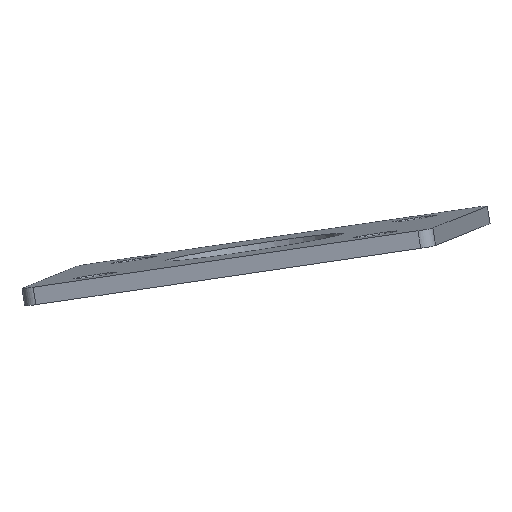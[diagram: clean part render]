
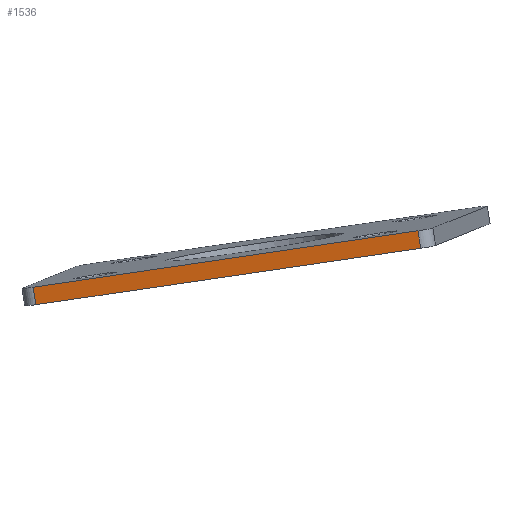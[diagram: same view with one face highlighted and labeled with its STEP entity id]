
A CAD part, front view. The second image highlights one B-rep face of the part: STEP entity #1536.
In plain terms, the highlighted planar face has unit normal (-0.146, -0.988, -0.059).
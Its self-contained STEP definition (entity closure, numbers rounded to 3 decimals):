
#67 = PLANE('',#68);
#68 = AXIS2_PLACEMENT_3D('',#69,#70,#71);
#69 = CARTESIAN_POINT('',(-1260.324,-1141.206,
    -232.384));
#70 = DIRECTION('',(-0.151,-0.037,0.988)
  );
#71 = DIRECTION('',(0.877,0.457,0.151));
#190 = PLANE('',#191);
#191 = AXIS2_PLACEMENT_3D('',#192,#193,#194);
#192 = CARTESIAN_POINT('',(-1259.721,-1141.059,
    -236.335));
#193 = DIRECTION('',(-0.151,-0.037,0.988)
  );
#194 = DIRECTION('',(0.877,0.457,0.151));
#360 = VERTEX_POINT('',#361);
#361 = CARTESIAN_POINT('',(36.535,-51.296,
    5.689));
#380 = CYLINDRICAL_SURFACE('',#381,3.);
#381 = AXIS2_PLACEMENT_3D('',#382,#383,#384);
#382 = CARTESIAN_POINT('',(37.273,-48.26,
    3.89));
#383 = DIRECTION('',(-0.151,-0.037,0.988)
  );
#384 = DIRECTION('',(-0.146,-0.988,-0.059
    ));
#414 = EDGE_CURVE('',#360,#415,#417,.T.);
#415 = VERTEX_POINT('',#416);
#416 = CARTESIAN_POINT('',(-50.252,-37.732,
    -7.034));
#417 = SURFACE_CURVE('',#418,(#422,#429),.PCURVE_S1.);
#418 = LINE('',#419,#420);
#419 = CARTESIAN_POINT('',(36.535,-51.296,5.689)
  );
#420 = VECTOR('',#421,1.);
#421 = DIRECTION('',(-0.978,0.153,-0.143));
#422 = PCURVE('',#67,#423);
#423 = DEFINITIONAL_REPRESENTATION('',(#424),#428);
#424 = LINE('',#425,#426);
#425 = CARTESIAN_POINT('',(1670.737,367.509));
#426 = VECTOR('',#427,1.);
#427 = DIRECTION('',(-0.809,0.588));
#428 = ( GEOMETRIC_REPRESENTATION_CONTEXT(2) 
PARAMETRIC_REPRESENTATION_CONTEXT() REPRESENTATION_CONTEXT('2D SPACE',''
  ) );
#429 = PCURVE('',#430,#435);
#430 = PLANE('',#431);
#431 = AXIS2_PLACEMENT_3D('',#432,#433,#434);
#432 = CARTESIAN_POINT('',(-6.557,-44.441,
    -2.648));
#433 = DIRECTION('',(0.146,0.988,0.059));
#434 = DIRECTION('',(-0.978,0.153,-0.143));
#435 = DEFINITIONAL_REPRESENTATION('',(#436),#440);
#436 = LINE('',#437,#438);
#437 = CARTESIAN_POINT('',(-44.379,2.));
#438 = VECTOR('',#439,1.);
#439 = DIRECTION('',(1.,0.));
#440 = ( GEOMETRIC_REPRESENTATION_CONTEXT(2) 
PARAMETRIC_REPRESENTATION_CONTEXT() REPRESENTATION_CONTEXT('2D SPACE',''
  ) );
#463 = CYLINDRICAL_SURFACE('',#464,3.);
#464 = AXIS2_PLACEMENT_3D('',#465,#466,#467);
#465 = CARTESIAN_POINT('',(-49.514,-34.696,
    -8.833));
#466 = DIRECTION('',(-0.151,-0.037,0.988)
  );
#467 = DIRECTION('',(-0.978,0.153,-0.143));
#1448 = VERTEX_POINT('',#1449);
#1449 = CARTESIAN_POINT('',(-49.65,-37.586,
    -10.985));
#1493 = EDGE_CURVE('',#415,#1448,#1494,.T.);
#1494 = SURFACE_CURVE('',#1495,(#1499,#1528),.PCURVE_S1.);
#1495 = LINE('',#1496,#1497);
#1496 = CARTESIAN_POINT('',(-50.252,-37.732,
    -7.034));
#1497 = VECTOR('',#1498,1.);
#1498 = DIRECTION('',(0.151,0.037,-0.988)
  );
#1499 = PCURVE('',#463,#1500);
#1500 = DEFINITIONAL_REPRESENTATION('',(#1501),#1527);
#1501 = B_SPLINE_CURVE_WITH_KNOTS('',3,(#1502,#1503,#1504,#1505,#1506,
    #1507,#1508,#1509,#1510,#1511,#1512,#1513,#1514,#1515,#1516,#1517,
    #1518,#1519,#1520,#1521,#1522,#1523,#1524,#1525,#1526),
  .UNSPECIFIED.,.F.,.F.,(4,1,1,1,1,1,1,1,1,1,1,1,1,1,1,1,1,1,1,1,1,1,4),
  (-0.,0.182,0.364,0.545,0.727,
    0.909,1.091,1.273,1.455,
    1.636,1.818,2.,2.182,
    2.364,2.545,2.727,2.909,
    3.091,3.273,3.455,3.636,
    3.818,4.),.QUASI_UNIFORM_KNOTS.);
#1502 = CARTESIAN_POINT('',(1.571,2.));
#1503 = CARTESIAN_POINT('',(1.571,1.939));
#1504 = CARTESIAN_POINT('',(1.571,1.818));
#1505 = CARTESIAN_POINT('',(1.571,1.636));
#1506 = CARTESIAN_POINT('',(1.571,1.455));
#1507 = CARTESIAN_POINT('',(1.571,1.273));
#1508 = CARTESIAN_POINT('',(1.571,1.091));
#1509 = CARTESIAN_POINT('',(1.571,0.909));
#1510 = CARTESIAN_POINT('',(1.571,0.727));
#1511 = CARTESIAN_POINT('',(1.571,0.545));
#1512 = CARTESIAN_POINT('',(1.571,0.364));
#1513 = CARTESIAN_POINT('',(1.571,0.182));
#1514 = CARTESIAN_POINT('',(1.571,0.));
#1515 = CARTESIAN_POINT('',(1.571,-0.182));
#1516 = CARTESIAN_POINT('',(1.571,-0.364));
#1517 = CARTESIAN_POINT('',(1.571,-0.545));
#1518 = CARTESIAN_POINT('',(1.571,-0.727));
#1519 = CARTESIAN_POINT('',(1.571,-0.909));
#1520 = CARTESIAN_POINT('',(1.571,-1.091));
#1521 = CARTESIAN_POINT('',(1.571,-1.273));
#1522 = CARTESIAN_POINT('',(1.571,-1.455));
#1523 = CARTESIAN_POINT('',(1.571,-1.636));
#1524 = CARTESIAN_POINT('',(1.571,-1.818));
#1525 = CARTESIAN_POINT('',(1.571,-1.939));
#1526 = CARTESIAN_POINT('',(1.571,-2.));
#1527 = ( GEOMETRIC_REPRESENTATION_CONTEXT(2) 
PARAMETRIC_REPRESENTATION_CONTEXT() REPRESENTATION_CONTEXT('2D SPACE',''
  ) );
#1528 = PCURVE('',#430,#1529);
#1529 = DEFINITIONAL_REPRESENTATION('',(#1530),#1534);
#1530 = LINE('',#1531,#1532);
#1531 = CARTESIAN_POINT('',(44.379,2.));
#1532 = VECTOR('',#1533,1.);
#1533 = DIRECTION('',(0.,-1.));
#1534 = ( GEOMETRIC_REPRESENTATION_CONTEXT(2) 
PARAMETRIC_REPRESENTATION_CONTEXT() REPRESENTATION_CONTEXT('2D SPACE',''
  ) );
#1536 = ADVANCED_FACE('',(#1537),#430,.F.);
#1537 = FACE_BOUND('',#1538,.F.);
#1538 = EDGE_LOOP('',(#1539,#1540,#1585,#1606));
#1539 = ORIENTED_EDGE('',*,*,#414,.F.);
#1540 = ORIENTED_EDGE('',*,*,#1541,.F.);
#1541 = EDGE_CURVE('',#1542,#360,#1544,.T.);
#1542 = VERTEX_POINT('',#1543);
#1543 = CARTESIAN_POINT('',(37.137,-51.15,
    1.738));
#1544 = SURFACE_CURVE('',#1545,(#1549,#1556),.PCURVE_S1.);
#1545 = LINE('',#1546,#1547);
#1546 = CARTESIAN_POINT('',(37.137,-51.15,
    1.738));
#1547 = VECTOR('',#1548,1.);
#1548 = DIRECTION('',(-0.151,-0.037,0.988
    ));
#1549 = PCURVE('',#430,#1550);
#1550 = DEFINITIONAL_REPRESENTATION('',(#1551),#1555);
#1551 = LINE('',#1552,#1553);
#1552 = CARTESIAN_POINT('',(-44.379,-2.));
#1553 = VECTOR('',#1554,1.);
#1554 = DIRECTION('',(0.,1.));
#1555 = ( GEOMETRIC_REPRESENTATION_CONTEXT(2) 
PARAMETRIC_REPRESENTATION_CONTEXT() REPRESENTATION_CONTEXT('2D SPACE',''
  ) );
#1556 = PCURVE('',#380,#1557);
#1557 = DEFINITIONAL_REPRESENTATION('',(#1558),#1584);
#1558 = B_SPLINE_CURVE_WITH_KNOTS('',3,(#1559,#1560,#1561,#1562,#1563,
    #1564,#1565,#1566,#1567,#1568,#1569,#1570,#1571,#1572,#1573,#1574,
    #1575,#1576,#1577,#1578,#1579,#1580,#1581,#1582,#1583),
  .UNSPECIFIED.,.F.,.F.,(4,1,1,1,1,1,1,1,1,1,1,1,1,1,1,1,1,1,1,1,1,1,4),
  (0.,0.182,0.364,0.545,0.727,
    0.909,1.091,1.273,1.455,
    1.636,1.818,2.,2.182,
    2.364,2.545,2.727,2.909,
    3.091,3.273,3.455,3.636,
    3.818,4.),.QUASI_UNIFORM_KNOTS.);
#1559 = CARTESIAN_POINT('',(0.,-2.));
#1560 = CARTESIAN_POINT('',(0.,-1.939));
#1561 = CARTESIAN_POINT('',(0.,-1.818));
#1562 = CARTESIAN_POINT('',(0.,-1.636));
#1563 = CARTESIAN_POINT('',(0.,-1.455));
#1564 = CARTESIAN_POINT('',(0.,-1.273));
#1565 = CARTESIAN_POINT('',(0.,-1.091));
#1566 = CARTESIAN_POINT('',(0.,-0.909));
#1567 = CARTESIAN_POINT('',(0.,-0.727));
#1568 = CARTESIAN_POINT('',(0.,-0.545));
#1569 = CARTESIAN_POINT('',(0.,-0.364));
#1570 = CARTESIAN_POINT('',(0.,-0.182));
#1571 = CARTESIAN_POINT('',(0.,0.));
#1572 = CARTESIAN_POINT('',(0.,0.182));
#1573 = CARTESIAN_POINT('',(0.,0.364));
#1574 = CARTESIAN_POINT('',(0.,0.545));
#1575 = CARTESIAN_POINT('',(0.,0.727));
#1576 = CARTESIAN_POINT('',(0.,0.909));
#1577 = CARTESIAN_POINT('',(0.,1.091));
#1578 = CARTESIAN_POINT('',(0.,1.273));
#1579 = CARTESIAN_POINT('',(0.,1.455));
#1580 = CARTESIAN_POINT('',(0.,1.636));
#1581 = CARTESIAN_POINT('',(0.,1.818));
#1582 = CARTESIAN_POINT('',(0.,1.939));
#1583 = CARTESIAN_POINT('',(0.,2.));
#1584 = ( GEOMETRIC_REPRESENTATION_CONTEXT(2) 
PARAMETRIC_REPRESENTATION_CONTEXT() REPRESENTATION_CONTEXT('2D SPACE',''
  ) );
#1585 = ORIENTED_EDGE('',*,*,#1586,.F.);
#1586 = EDGE_CURVE('',#1448,#1542,#1587,.T.);
#1587 = SURFACE_CURVE('',#1588,(#1592,#1599),.PCURVE_S1.);
#1588 = LINE('',#1589,#1590);
#1589 = CARTESIAN_POINT('',(-49.65,-37.586,
    -10.985));
#1590 = VECTOR('',#1591,1.);
#1591 = DIRECTION('',(0.978,-0.153,0.143));
#1592 = PCURVE('',#430,#1593);
#1593 = DEFINITIONAL_REPRESENTATION('',(#1594),#1598);
#1594 = LINE('',#1595,#1596);
#1595 = CARTESIAN_POINT('',(44.379,-2.));
#1596 = VECTOR('',#1597,1.);
#1597 = DIRECTION('',(-1.,0.));
#1598 = ( GEOMETRIC_REPRESENTATION_CONTEXT(2) 
PARAMETRIC_REPRESENTATION_CONTEXT() REPRESENTATION_CONTEXT('2D SPACE',''
  ) );
#1599 = PCURVE('',#190,#1600);
#1600 = DEFINITIONAL_REPRESENTATION('',(#1601),#1605);
#1601 = LINE('',#1602,#1603);
#1602 = CARTESIAN_POINT('',(1598.93,419.679));
#1603 = VECTOR('',#1604,1.);
#1604 = DIRECTION('',(0.809,-0.588));
#1605 = ( GEOMETRIC_REPRESENTATION_CONTEXT(2) 
PARAMETRIC_REPRESENTATION_CONTEXT() REPRESENTATION_CONTEXT('2D SPACE',''
  ) );
#1606 = ORIENTED_EDGE('',*,*,#1493,.F.);
